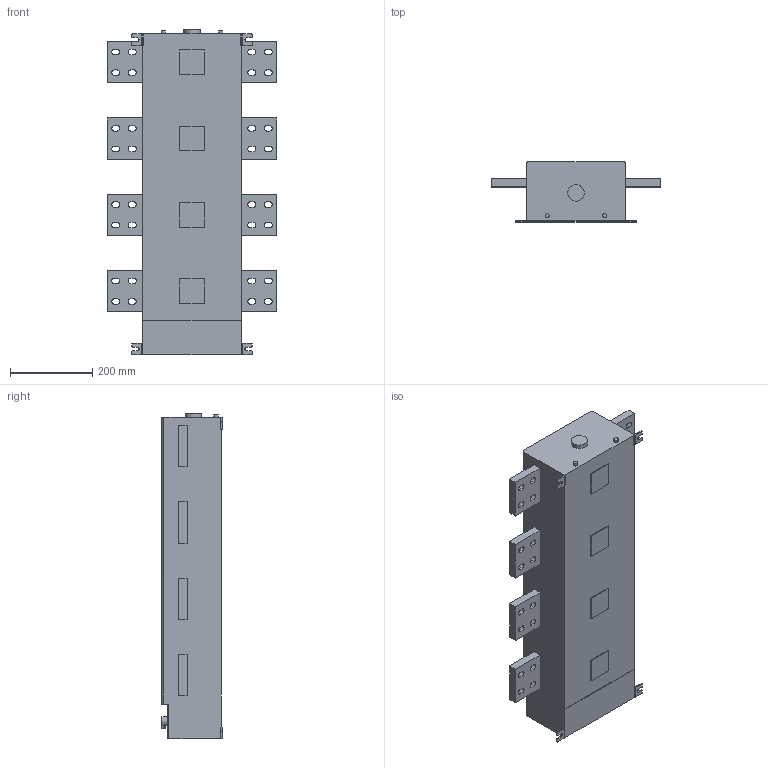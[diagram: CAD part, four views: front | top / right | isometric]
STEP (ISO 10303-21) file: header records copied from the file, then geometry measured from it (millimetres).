
FILE_DESCRIPTION((''),'2;1');
FILE_NAME('OT4000E04W8.stp','2017-10-10T10:03:53',('User'),( 'SDRC'),'I-DEAS Master Series','UNIX','Yes');
FILE_SCHEMA(('CONFIG_CONTROL_DESIGN', 'GEOMETRIC_VALIDATION_PROPERTIES_MIM','SHAPE_APPEARANCE_LAYER_MIM'));
Length unit declared in the file: millimetre
Bounding box: 410 x 146 x 789 mm (x, y, z)
Volume: 27907265.9 mm3; surface area: 858533.6 mm2
Topology: 1 solids, 1 shells, 384 faces, 1071 edges, 714 vertices
Faces by surface type: bspline 384
Entity records: 12602 total; most frequent: CARTESIAN_POINT 5697, ORIENTED_EDGE 2142, EDGE_CURVE 1071, VERTEX_POINT 714, QUASI_UNIFORM_CURVE 508, OVER_RIDING_STYLED_ITEM 492, EDGE_LOOP 475, FACE_OUTER_BOUND 384
